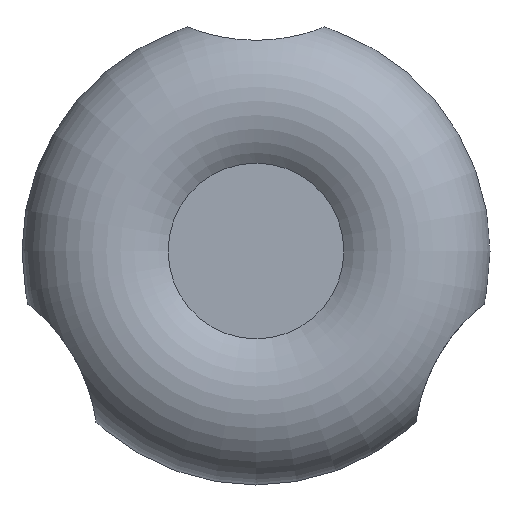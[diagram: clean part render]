
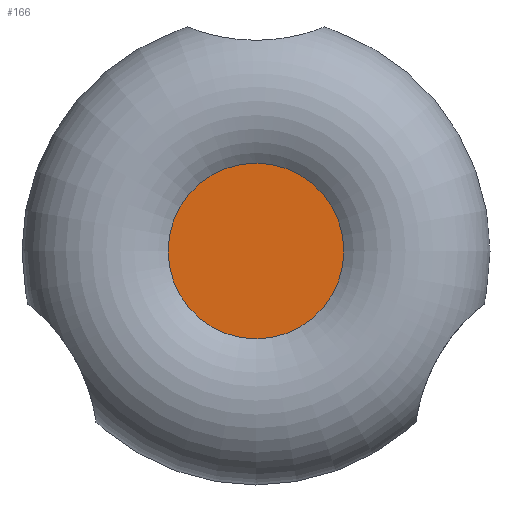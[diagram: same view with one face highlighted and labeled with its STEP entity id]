
A CAD part, top view. The second image highlights one B-rep face of the part: STEP entity #166.
In plain terms, the highlighted planar face has unit normal (0, 0, 1).
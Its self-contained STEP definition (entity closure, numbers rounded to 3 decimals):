
#166 = ADVANCED_FACE( '', ( #353 ), #354, .F. );
#353 = FACE_OUTER_BOUND( '', #555, .T. );
#354 = PLANE( '', #556 );
#555 = EDGE_LOOP( '', ( #977 ) );
#556 = AXIS2_PLACEMENT_3D( '', #978, #979, #980 );
#977 = ORIENTED_EDGE( '', *, *, #1302, .T. );
#978 = CARTESIAN_POINT( '', ( 0., 7.5, 26.088 ) );
#979 = DIRECTION( '', ( 0., 0., -1. ) );
#980 = DIRECTION( '', ( -1., 0., 0. ) );
#1302 = EDGE_CURVE( '', #1589, #1589, #1590, .T. );
#1589 = VERTEX_POINT( '', #2337 );
#1590 = CIRCLE( '', #2338, 7.5 );
#2337 = CARTESIAN_POINT( '', ( 7.5, 0., 26.088 ) );
#2338 = AXIS2_PLACEMENT_3D( '', #2718, #2719, #2720 );
#2718 = CARTESIAN_POINT( '', ( 0., 0., 26.088 ) );
#2719 = DIRECTION( '', ( 0., 0., 1. ) );
#2720 = DIRECTION( '', ( 1., 0., 0. ) );
